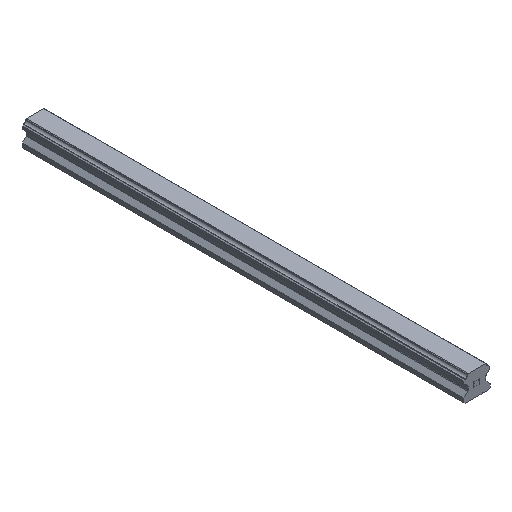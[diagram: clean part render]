
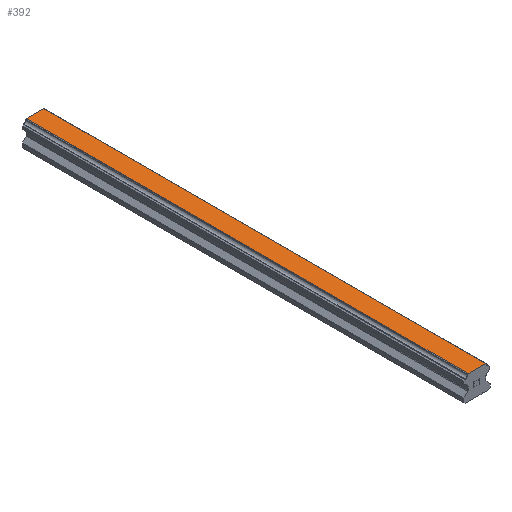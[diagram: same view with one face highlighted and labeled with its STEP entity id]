
A CAD part, isometric view. The second image highlights one B-rep face of the part: STEP entity #392.
In plain terms, the highlighted planar face has unit normal (0, 0, 1).
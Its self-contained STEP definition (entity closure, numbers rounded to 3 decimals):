
#392=ADVANCED_FACE('',(#812),#813,.T.);
#812=FACE_OUTER_BOUND('',#1247,.T.);
#813=PLANE('',#1248);
#1247=EDGE_LOOP('',(#2430,#2431,#2432,#2433));
#1248=AXIS2_PLACEMENT_3D('',#2434,#2435,#2436);
#2430=ORIENTED_EDGE('',*,*,#2995,.T.);
#2431=ORIENTED_EDGE('',*,*,#3096,.F.);
#2432=ORIENTED_EDGE('',*,*,#2859,.T.);
#2433=ORIENTED_EDGE('',*,*,#3094,.T.);
#2434=CARTESIAN_POINT('',(0.,470.0,26.));
#2435=DIRECTION('',(0.0,0.0,1.0));
#2436=DIRECTION('',(-1.0,0.0,0.0));
#2859=EDGE_CURVE('',#3507,#3505,#3508,.T.);
#2995=EDGE_CURVE('',#3734,#3732,#3735,.T.);
#3094=EDGE_CURVE('',#3505,#3734,#3857,.T.);
#3096=EDGE_CURVE('',#3507,#3732,#3859,.T.);
#3505=VERTEX_POINT('',#4420);
#3507=VERTEX_POINT('',#4423);
#3508=LINE('',#4424,#4425);
#3732=VERTEX_POINT('',#4737);
#3734=VERTEX_POINT('',#4740);
#3735=LINE('',#4741,#4742);
#3857=LINE('',#4902,#4903);
#3859=LINE('',#4905,#4906);
#4420=CARTESIAN_POINT('',(-9.342,470.0,26.));
#4423=CARTESIAN_POINT('',(9.342,470.0,26.));
#4424=CARTESIAN_POINT('',(9.342,470.0,26.));
#4425=VECTOR('',#5200,1.0);
#4737=CARTESIAN_POINT('',(9.342,0.0,26.));
#4740=CARTESIAN_POINT('',(-9.342,0.0,26.));
#4741=CARTESIAN_POINT('',(9.342,0.0,26.));
#4742=VECTOR('',#5356,1.0);
#4902=CARTESIAN_POINT('',(-9.342,470.0,26.));
#4903=VECTOR('',#5464,1.0);
#4905=CARTESIAN_POINT('',(9.342,470.0,26.));
#4906=VECTOR('',#5465,1.0);
#5200=DIRECTION('',(-1.0,0.0,0.0));
#5356=DIRECTION('',(1.0,0.0,0.0));
#5464=DIRECTION('',(0.0,-1.0,0.0));
#5465=DIRECTION('',(0.0,-1.0,0.0));
